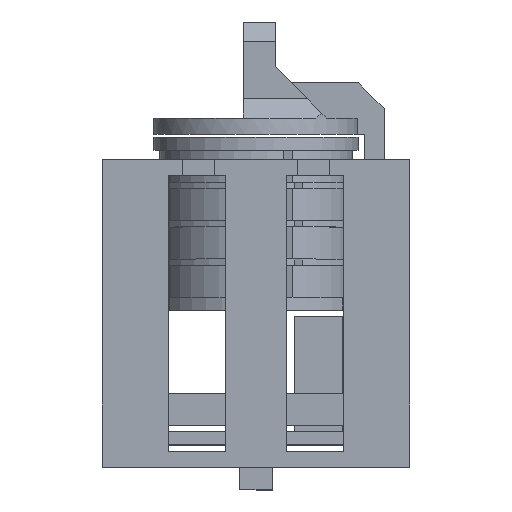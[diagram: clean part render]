
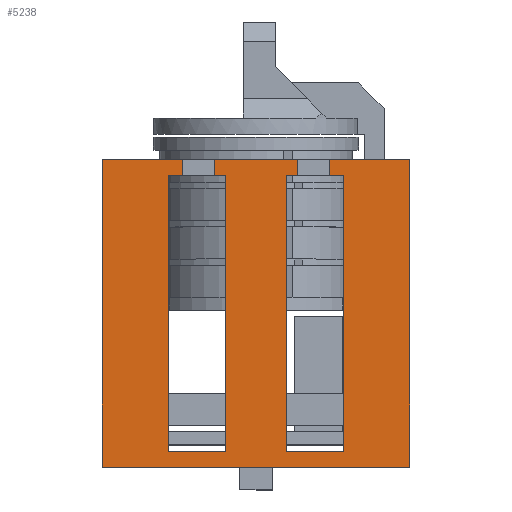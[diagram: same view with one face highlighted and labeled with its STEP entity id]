
A CAD part, top view. The second image highlights one B-rep face of the part: STEP entity #5238.
In plain terms, the highlighted planar face has unit normal (0, 0, 1).
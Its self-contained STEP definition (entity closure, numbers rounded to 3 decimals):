
#179=PLANE('',#5514);
#410=FACE_OUTER_BOUND('',#681,.T.);
#681=EDGE_LOOP('',(#4121,#4122,#4123,#4124,#4125,#4126,#4127,#4128,#4129,
#4130,#4131,#4132,#4133,#4134,#4135,#4136,#4137,#4138,#4139,#4140));
#946=LINE('',#7256,#1619);
#950=LINE('',#7264,#1623);
#1077=LINE('',#7521,#1750);
#1079=LINE('',#7526,#1752);
#1083=LINE('',#7533,#1756);
#1085=LINE('',#7536,#1758);
#1088=LINE('',#7541,#1761);
#1090=LINE('',#7546,#1763);
#1093=LINE('',#7551,#1766);
#1094=LINE('',#7553,#1767);
#1141=LINE('',#7643,#1814);
#1142=LINE('',#7644,#1815);
#1143=LINE('',#7646,#1816);
#1194=LINE('',#7739,#1867);
#1196=LINE('',#7743,#1869);
#1217=LINE('',#7784,#1890);
#1218=LINE('',#7786,#1891);
#1221=LINE('',#7791,#1894);
#1222=LINE('',#7793,#1895);
#1223=LINE('',#7794,#1896);
#1619=VECTOR('',#5857,10.);
#1623=VECTOR('',#5861,10.);
#1750=VECTOR('',#6052,10.);
#1752=VECTOR('',#6056,10.);
#1756=VECTOR('',#6062,10.);
#1758=VECTOR('',#6064,10.);
#1761=VECTOR('',#6069,10.);
#1763=VECTOR('',#6073,10.);
#1766=VECTOR('',#6078,10.);
#1767=VECTOR('',#6079,10.);
#1814=VECTOR('',#6152,10.);
#1815=VECTOR('',#6153,10.);
#1816=VECTOR('',#6154,10.);
#1867=VECTOR('',#6235,10.);
#1869=VECTOR('',#6239,10.);
#1890=VECTOR('',#6280,10.);
#1891=VECTOR('',#6283,10.);
#1894=VECTOR('',#6290,10.);
#1895=VECTOR('',#6293,10.);
#1896=VECTOR('',#6294,10.);
#2371=VERTEX_POINT('',#7253);
#2372=VERTEX_POINT('',#7255);
#2375=VERTEX_POINT('',#7261);
#2376=VERTEX_POINT('',#7263);
#2473=VERTEX_POINT('',#7517);
#2474=VERTEX_POINT('',#7519);
#2475=VERTEX_POINT('',#7523);
#2476=VERTEX_POINT('',#7525);
#2477=VERTEX_POINT('',#7530);
#2478=VERTEX_POINT('',#7532);
#2479=VERTEX_POINT('',#7535);
#2480=VERTEX_POINT('',#7539);
#2481=VERTEX_POINT('',#7543);
#2482=VERTEX_POINT('',#7545);
#2483=VERTEX_POINT('',#7549);
#2484=VERTEX_POINT('',#7552);
#2514=VERTEX_POINT('',#7641);
#2515=VERTEX_POINT('',#7645);
#2542=VERTEX_POINT('',#7738);
#2543=VERTEX_POINT('',#7742);
#2877=EDGE_CURVE('',#2371,#2372,#946,.T.);
#2881=EDGE_CURVE('',#2375,#2376,#950,.T.);
#3008=EDGE_CURVE('',#2474,#2473,#1077,.T.);
#3010=EDGE_CURVE('',#2476,#2475,#1079,.T.);
#3014=EDGE_CURVE('',#2477,#2478,#1083,.T.);
#3016=EDGE_CURVE('',#2476,#2479,#1085,.T.);
#3019=EDGE_CURVE('',#2478,#2480,#1088,.T.);
#3021=EDGE_CURVE('',#2482,#2481,#1090,.T.);
#3024=EDGE_CURVE('',#2483,#2474,#1093,.T.);
#3025=EDGE_CURVE('',#2482,#2484,#1094,.T.);
#3072=EDGE_CURVE('',#2481,#2514,#1141,.T.);
#3073=EDGE_CURVE('',#2475,#2473,#1142,.T.);
#3074=EDGE_CURVE('',#2515,#2480,#1143,.T.);
#3125=EDGE_CURVE('',#2542,#2514,#1194,.T.);
#3127=EDGE_CURVE('',#2543,#2515,#1196,.T.);
#3148=EDGE_CURVE('',#2376,#2477,#1217,.T.);
#3149=EDGE_CURVE('',#2375,#2479,#1218,.T.);
#3152=EDGE_CURVE('',#2372,#2483,#1221,.T.);
#3153=EDGE_CURVE('',#2371,#2484,#1222,.T.);
#3154=EDGE_CURVE('',#2542,#2543,#1223,.T.);
#4121=ORIENTED_EDGE('',*,*,#2877,.F.);
#4122=ORIENTED_EDGE('',*,*,#3153,.T.);
#4123=ORIENTED_EDGE('',*,*,#3025,.F.);
#4124=ORIENTED_EDGE('',*,*,#3021,.T.);
#4125=ORIENTED_EDGE('',*,*,#3072,.T.);
#4126=ORIENTED_EDGE('',*,*,#3125,.F.);
#4127=ORIENTED_EDGE('',*,*,#3154,.T.);
#4128=ORIENTED_EDGE('',*,*,#3127,.T.);
#4129=ORIENTED_EDGE('',*,*,#3074,.T.);
#4130=ORIENTED_EDGE('',*,*,#3019,.F.);
#4131=ORIENTED_EDGE('',*,*,#3014,.F.);
#4132=ORIENTED_EDGE('',*,*,#3148,.F.);
#4133=ORIENTED_EDGE('',*,*,#2881,.F.);
#4134=ORIENTED_EDGE('',*,*,#3149,.T.);
#4135=ORIENTED_EDGE('',*,*,#3016,.F.);
#4136=ORIENTED_EDGE('',*,*,#3010,.T.);
#4137=ORIENTED_EDGE('',*,*,#3073,.T.);
#4138=ORIENTED_EDGE('',*,*,#3008,.F.);
#4139=ORIENTED_EDGE('',*,*,#3024,.F.);
#4140=ORIENTED_EDGE('',*,*,#3152,.F.);
#5238=ADVANCED_FACE('',(#410),#179,.T.);
#5514=AXIS2_PLACEMENT_3D('',#7792,#6291,#6292);
#5857=DIRECTION('',(1.,0.,0.));
#5861=DIRECTION('',(1.,0.,0.));
#6052=DIRECTION('',(0.,1.,0.));
#6056=DIRECTION('',(0.,1.,0.));
#6062=DIRECTION('',(-1.,0.,0.));
#6064=DIRECTION('',(-1.,0.,0.));
#6069=DIRECTION('',(0.,1.,0.));
#6073=DIRECTION('',(0.,1.,0.));
#6078=DIRECTION('',(-1.,0.,0.));
#6079=DIRECTION('',(-1.,0.,0.));
#6152=DIRECTION('',(-1.,0.,0.));
#6153=DIRECTION('',(-1.,0.,0.));
#6154=DIRECTION('',(-1.,0.,0.));
#6235=DIRECTION('',(0.,1.,0.));
#6239=DIRECTION('',(0.,1.,0.));
#6280=DIRECTION('',(0.,1.,0.));
#6283=DIRECTION('',(0.,1.,0.));
#6290=DIRECTION('',(0.,1.,0.));
#6291=DIRECTION('center_axis',(0.,0.,1.));
#6292=DIRECTION('ref_axis',(1.,0.,0.));
#6293=DIRECTION('',(0.,1.,0.));
#6294=DIRECTION('',(1.,0.,0.));
#7253=CARTESIAN_POINT('',(-13.722,2.5,24.));
#7255=CARTESIAN_POINT('',(-4.722,2.5,24.));
#7256=CARTESIAN_POINT('',(-24.,2.5,24.));
#7261=CARTESIAN_POINT('',(4.722,2.5,24.));
#7263=CARTESIAN_POINT('',(13.722,2.5,24.));
#7264=CARTESIAN_POINT('',(-24.,2.5,24.));
#7517=CARTESIAN_POINT('',(-6.5,48.,24.));
#7519=CARTESIAN_POINT('',(-6.5,45.5,24.));
#7521=CARTESIAN_POINT('',(-6.5,0.,24.));
#7523=CARTESIAN_POINT('',(6.5,48.,24.));
#7525=CARTESIAN_POINT('',(6.5,45.5,24.));
#7526=CARTESIAN_POINT('',(6.5,0.,24.));
#7530=CARTESIAN_POINT('',(13.722,45.5,24.));
#7532=CARTESIAN_POINT('',(11.5,45.5,24.));
#7533=CARTESIAN_POINT('',(5.75,45.5,24.));
#7535=CARTESIAN_POINT('',(4.722,45.5,24.));
#7536=CARTESIAN_POINT('',(-3.25,45.5,24.));
#7539=CARTESIAN_POINT('',(11.5,48.,24.));
#7541=CARTESIAN_POINT('',(11.5,0.,24.));
#7543=CARTESIAN_POINT('',(-11.5,48.,24.));
#7545=CARTESIAN_POINT('',(-11.5,45.5,24.));
#7546=CARTESIAN_POINT('',(-11.5,0.,24.));
#7549=CARTESIAN_POINT('',(-4.722,45.5,24.));
#7551=CARTESIAN_POINT('',(-3.25,45.5,24.));
#7552=CARTESIAN_POINT('',(-13.722,45.5,24.));
#7553=CARTESIAN_POINT('',(-12.,45.5,24.));
#7641=CARTESIAN_POINT('',(-24.,48.,24.));
#7643=CARTESIAN_POINT('',(-12.,48.,24.));
#7644=CARTESIAN_POINT('',(-3.45,48.,24.));
#7645=CARTESIAN_POINT('',(24.,48.,24.));
#7646=CARTESIAN_POINT('',(5.55,48.,24.));
#7738=CARTESIAN_POINT('',(-24.,0.,24.));
#7739=CARTESIAN_POINT('',(-24.,25.5,24.));
#7742=CARTESIAN_POINT('',(24.,0.,24.));
#7743=CARTESIAN_POINT('',(24.,2.5,24.));
#7784=CARTESIAN_POINT('',(13.722,2.5,24.));
#7786=CARTESIAN_POINT('',(4.722,2.5,24.));
#7791=CARTESIAN_POINT('',(-4.722,2.5,24.));
#7792=CARTESIAN_POINT('Origin',(-24.,25.5,24.));
#7793=CARTESIAN_POINT('',(-13.722,2.5,24.));
#7794=CARTESIAN_POINT('',(-24.,0.,24.));
